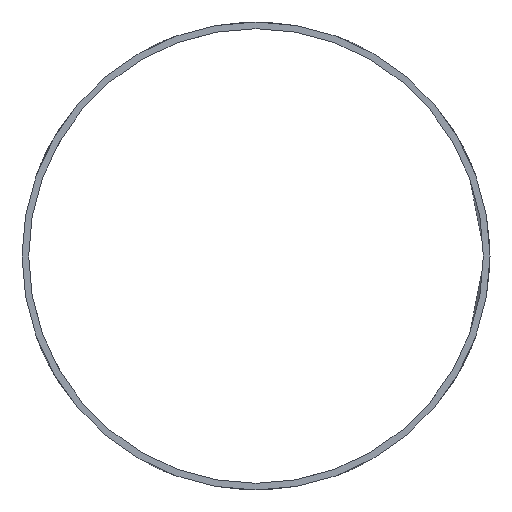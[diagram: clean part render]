
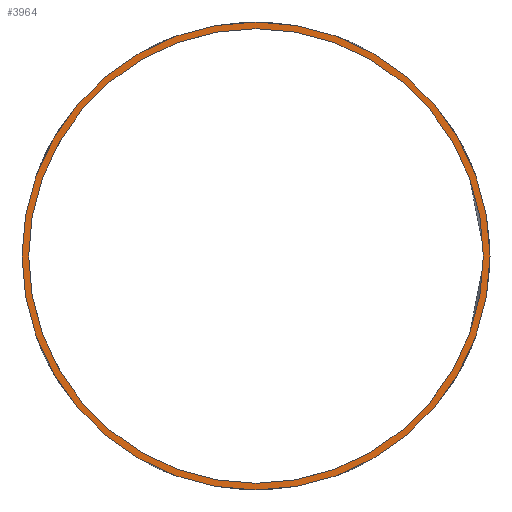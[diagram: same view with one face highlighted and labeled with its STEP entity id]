
A CAD part, front view. The second image highlights one B-rep face of the part: STEP entity #3964.
In plain terms, the highlighted planar face has unit normal (0, -1, 0).
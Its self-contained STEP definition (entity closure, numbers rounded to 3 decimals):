
#115 = PLANE ( 'NONE',  #1240 ) ;
#274 = CARTESIAN_POINT ( 'NONE',  ( 0., 0., -52.5 ) ) ;
#381 = CARTESIAN_POINT ( 'NONE',  ( 0., 0., 0. ) ) ;
#529 = VERTEX_POINT ( 'NONE', #1936 ) ;
#564 = VERTEX_POINT ( 'NONE', #3542 ) ;
#670 = CARTESIAN_POINT ( 'NONE',  ( 0., 0., 0. ) ) ;
#690 = EDGE_CURVE ( 'NONE', #4456, #564, #4637, .T. ) ;
#779 = EDGE_CURVE ( 'NONE', #529, #959, #4497, .T. ) ;
#923 = AXIS2_PLACEMENT_3D ( 'NONE', #2561, #4431, #3712 ) ;
#959 = VERTEX_POINT ( 'NONE', #3664 ) ;
#1083 = ORIENTED_EDGE ( 'NONE', *, *, #3609, .T. ) ;
#1240 = AXIS2_PLACEMENT_3D ( 'NONE', #4559, #1298, #2387 ) ;
#1274 = FACE_OUTER_BOUND ( 'NONE', #3698, .T. ) ;
#1298 = DIRECTION ( 'NONE',  ( 0., -1., 0. ) ) ;
#1561 = DIRECTION ( 'NONE',  ( 0., -1., 0. ) ) ;
#1606 = DIRECTION ( 'NONE',  ( 0., 0., -1. ) ) ;
#1813 = DIRECTION ( 'NONE',  ( 0., -1., 0. ) ) ;
#1936 = CARTESIAN_POINT ( 'NONE',  ( 0., 0., 51. ) ) ;
#1971 = CARTESIAN_POINT ( 'NONE',  ( 0., 0., 0. ) ) ;
#2266 = ORIENTED_EDGE ( 'NONE', *, *, #690, .T. ) ;
#2387 = DIRECTION ( 'NONE',  ( 0., 0., -1. ) ) ;
#2478 = AXIS2_PLACEMENT_3D ( 'NONE', #670, #1813, #4369 ) ;
#2514 = ORIENTED_EDGE ( 'NONE', *, *, #779, .F. ) ;
#2561 = CARTESIAN_POINT ( 'NONE',  ( 0., 0., 0. ) ) ;
#2701 = ORIENTED_EDGE ( 'NONE', *, *, #4032, .F. ) ;
#3324 = CIRCLE ( 'NONE', #2478, 51. ) ;
#3542 = CARTESIAN_POINT ( 'NONE',  ( 0., 0., 52.5 ) ) ;
#3609 = EDGE_CURVE ( 'NONE', #564, #4456, #3635, .T. ) ;
#3635 = CIRCLE ( 'NONE', #923, 52.5 ) ;
#3664 = CARTESIAN_POINT ( 'NONE',  ( 0., 0., -51. ) ) ;
#3698 = EDGE_LOOP ( 'NONE', ( #2266, #1083 ) ) ;
#3712 = DIRECTION ( 'NONE',  ( 0., 0., -1. ) ) ;
#3867 = AXIS2_PLACEMENT_3D ( 'NONE', #381, #1561, #4482 ) ;
#3964 = ADVANCED_FACE ( 'NONE', ( #1274, #4221 ), #115, .T. ) ;
#4032 = EDGE_CURVE ( 'NONE', #959, #529, #3324, .T. ) ;
#4218 = EDGE_LOOP ( 'NONE', ( #2701, #2514 ) ) ;
#4221 = FACE_BOUND ( 'NONE', #4218, .T. ) ;
#4345 = AXIS2_PLACEMENT_3D ( 'NONE', #1971, #4574, #1606 ) ;
#4369 = DIRECTION ( 'NONE',  ( 0., 0., -1. ) ) ;
#4431 = DIRECTION ( 'NONE',  ( 0., -1., 0. ) ) ;
#4456 = VERTEX_POINT ( 'NONE', #274 ) ;
#4482 = DIRECTION ( 'NONE',  ( 0., 0., -1. ) ) ;
#4497 = CIRCLE ( 'NONE', #4345, 51. ) ;
#4559 = CARTESIAN_POINT ( 'NONE',  ( 52.5, 0., 0. ) ) ;
#4574 = DIRECTION ( 'NONE',  ( 0., -1., 0. ) ) ;
#4637 = CIRCLE ( 'NONE', #3867, 52.5 ) ;
